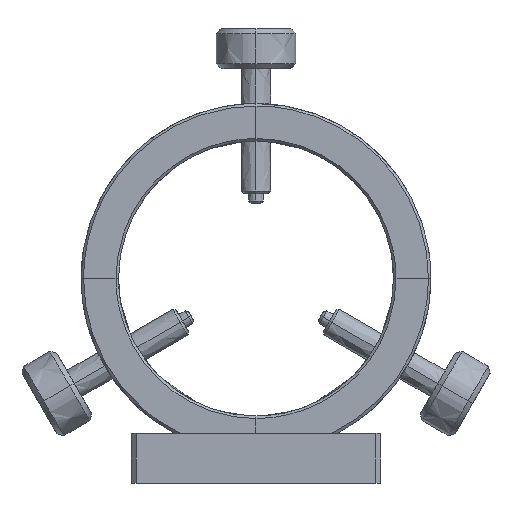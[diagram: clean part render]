
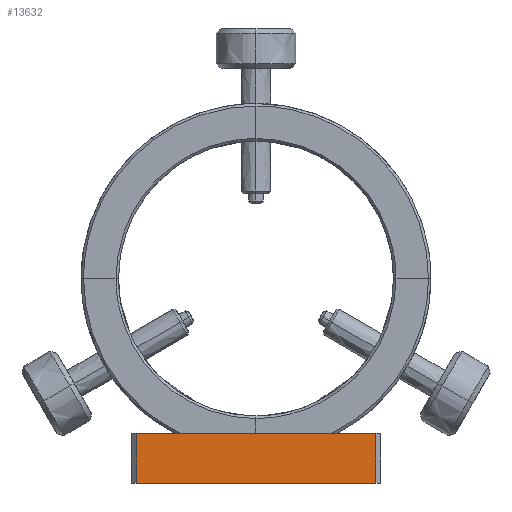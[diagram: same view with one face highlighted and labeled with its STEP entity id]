
A CAD part, left-side view. The second image highlights one B-rep face of the part: STEP entity #13632.
In plain terms, the highlighted free-form (B-spline) face has degree [1, 1] with [2, 2] control points.
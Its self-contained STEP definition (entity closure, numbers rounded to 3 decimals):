
#1236 = EDGE_CURVE ( 'NONE', #14752, #8437, #3684, .T. ) ;
#2105 = ORIENTED_EDGE ( 'NONE', *, *, #17584, .T. ) ;
#2506 = CARTESIAN_POINT ( 'NONE',  ( -120., 24., 10. ) ) ;
#2595 = B_SPLINE_CURVE_WITH_KNOTS ( 'NONE', 1,
 ( #15417, #5912 ),
 .UNSPECIFIED., .F., .F.,
 ( 2, 2 ),
 ( 0., 1. ),
 .UNSPECIFIED. ) ;
#2709 = CARTESIAN_POINT ( 'NONE',  ( -120., -24., 0. ) ) ;
#3545 = CARTESIAN_POINT ( 'NONE',  ( -120., 24., 0. ) ) ;
#3684 = B_SPLINE_CURVE_WITH_KNOTS ( 'NONE', 1,
 ( #8764, #22202 ),
 .UNSPECIFIED., .F., .F.,
 ( 2, 2 ),
 ( 0., 1. ),
 .UNSPECIFIED. ) ;
#4221 = ORIENTED_EDGE ( 'NONE', *, *, #1236, .T. ) ;
#4360 = B_SPLINE_CURVE_WITH_KNOTS ( 'NONE', 1,
 ( #12222, #14076 ),
 .UNSPECIFIED., .F., .F.,
 ( 2, 2 ),
 ( 0., 1. ),
 .UNSPECIFIED. ) ;
#4420 = ORIENTED_EDGE ( 'NONE', *, *, #18205, .T. ) ;
#5828 = B_SPLINE_SURFACE_WITH_KNOTS ( 'NONE', 1, 1, ( 
 ( #3545, #18503 ),
 ( #10918, #7024 ) ),
 .UNSPECIFIED., .F., .F., .F.,
 ( 2, 2 ),
 ( 2, 2 ),
 ( 0., 1. ),
 ( 0., 1. ),
 .UNSPECIFIED. ) ;
#5912 = CARTESIAN_POINT ( 'NONE',  ( -120., -24., 10. ) ) ;
#6515 = VERTEX_POINT ( 'NONE', #13837 ) ;
#6653 = CARTESIAN_POINT ( 'NONE',  ( -120., 24., 0. ) ) ;
#6961 = CARTESIAN_POINT ( 'NONE',  ( -120., -24., 0. ) ) ;
#7024 = CARTESIAN_POINT ( 'NONE',  ( -120., -24., 10. ) ) ;
#7465 = ORIENTED_EDGE ( 'NONE', *, *, #19129, .F. ) ;
#8437 = VERTEX_POINT ( 'NONE', #2506 ) ;
#8764 = CARTESIAN_POINT ( 'NONE',  ( -120., 15.141, 10. ) ) ;
#8938 = VERTEX_POINT ( 'NONE', #21680 ) ;
#9459 = CARTESIAN_POINT ( 'NONE',  ( -120., 24., 10. ) ) ;
#10282 = ORIENTED_EDGE ( 'NONE', *, *, #11269, .T. ) ;
#10330 = EDGE_CURVE ( 'NONE', #22455, #8938, #2595, .T. ) ;
#10578 = VERTEX_POINT ( 'NONE', #6653 ) ;
#10918 = CARTESIAN_POINT ( 'NONE',  ( -120., -24., 0. ) ) ;
#10965 = CARTESIAN_POINT ( 'NONE',  ( -120., -15.141, 10. ) ) ;
#11269 = EDGE_CURVE ( 'NONE', #8437, #10578, #12392, .T. ) ;
#12222 = CARTESIAN_POINT ( 'NONE',  ( -120., -15.141, 10. ) ) ;
#12392 = B_SPLINE_CURVE_WITH_KNOTS ( 'NONE', 1,
 ( #9459, #21049 ),
 .UNSPECIFIED., .F., .F.,
 ( 2, 2 ),
 ( 0., 1. ),
 .UNSPECIFIED. ) ;
#13625 = B_SPLINE_CURVE_WITH_KNOTS ( 'NONE', 1,
 ( #14896, #10965 ),
 .UNSPECIFIED., .F., .F.,
 ( 2, 2 ),
 ( 0., 1. ),
 .UNSPECIFIED. ) ;
#13632 = ADVANCED_FACE ( 'NONE', ( #22111 ), #5828, .T. ) ;
#13837 = CARTESIAN_POINT ( 'NONE',  ( -120., -15.141, 10. ) ) ;
#14076 = CARTESIAN_POINT ( 'NONE',  ( -120., 15.141, 10. ) ) ;
#14752 = VERTEX_POINT ( 'NONE', #16133 ) ;
#14896 = CARTESIAN_POINT ( 'NONE',  ( -120., -24., 10. ) ) ;
#15417 = CARTESIAN_POINT ( 'NONE',  ( -120., -24., 0. ) ) ;
#16133 = CARTESIAN_POINT ( 'NONE',  ( -120., 15.141, 10. ) ) ;
#17584 = EDGE_CURVE ( 'NONE', #8938, #6515, #13625, .T. ) ;
#18205 = EDGE_CURVE ( 'NONE', #6515, #14752, #4360, .T. ) ;
#18503 = CARTESIAN_POINT ( 'NONE',  ( -120., 24., 10. ) ) ;
#19129 = EDGE_CURVE ( 'NONE', #22455, #10578, #21769, .T. ) ;
#21038 = EDGE_LOOP ( 'NONE', ( #4221, #10282, #7465, #24258, #2105, #4420 ) ) ;
#21049 = CARTESIAN_POINT ( 'NONE',  ( -120., 24., 0. ) ) ;
#21680 = CARTESIAN_POINT ( 'NONE',  ( -120., -24., 10. ) ) ;
#21769 = B_SPLINE_CURVE_WITH_KNOTS ( 'NONE', 1,
 ( #6961, #22100 ),
 .UNSPECIFIED., .F., .F.,
 ( 2, 2 ),
 ( 0., 1. ),
 .UNSPECIFIED. ) ;
#22100 = CARTESIAN_POINT ( 'NONE',  ( -120., 24., 0. ) ) ;
#22111 = FACE_OUTER_BOUND ( 'NONE', #21038, .T. ) ;
#22202 = CARTESIAN_POINT ( 'NONE',  ( -120., 24., 10. ) ) ;
#22455 = VERTEX_POINT ( 'NONE', #2709 ) ;
#24258 = ORIENTED_EDGE ( 'NONE', *, *, #10330, .T. ) ;
